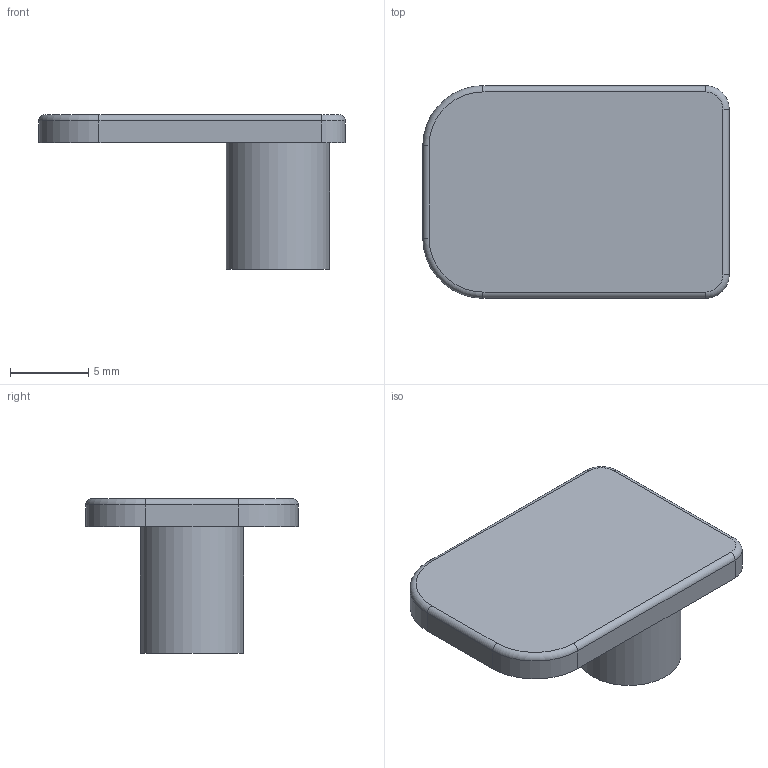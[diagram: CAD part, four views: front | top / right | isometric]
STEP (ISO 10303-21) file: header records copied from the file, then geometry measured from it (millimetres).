
FILE_DESCRIPTION(('FreeCAD Model'),'2;1');
FILE_NAME('Open CASCADE Shape Model','2025-11-06T16:38:58',(''),(''), 'Open CASCADE STEP processor 7.8','FreeCAD','Unknown');
FILE_SCHEMA(('AUTOMOTIVE_DESIGN { 1 0 10303 214 1 1 1 1 }'));
Length unit declared in the file: millimetre
Products named in the file (1): front-button
Bounding box: 19.6 x 13.6 x 9.9 mm (x, y, z)
Volume: 656 mm3; surface area: 862.1 mm2
Topology: 1 solids, 1 shells, 23 faces, 48 edges, 29 vertices
Faces by surface type: cylinder 10, plane 8, torus 5
Full cylindrical faces by diameter (mm): 4.4 x1, 6.6 x1
Entity records: 638 total; most frequent: DIRECTION 122, CARTESIAN_POINT 101, ORIENTED_EDGE 96, AXIS2_PLACEMENT_3D 50, EDGE_CURVE 48, VERTEX_POINT 29, CIRCLE 26, FACE_BOUND 25
